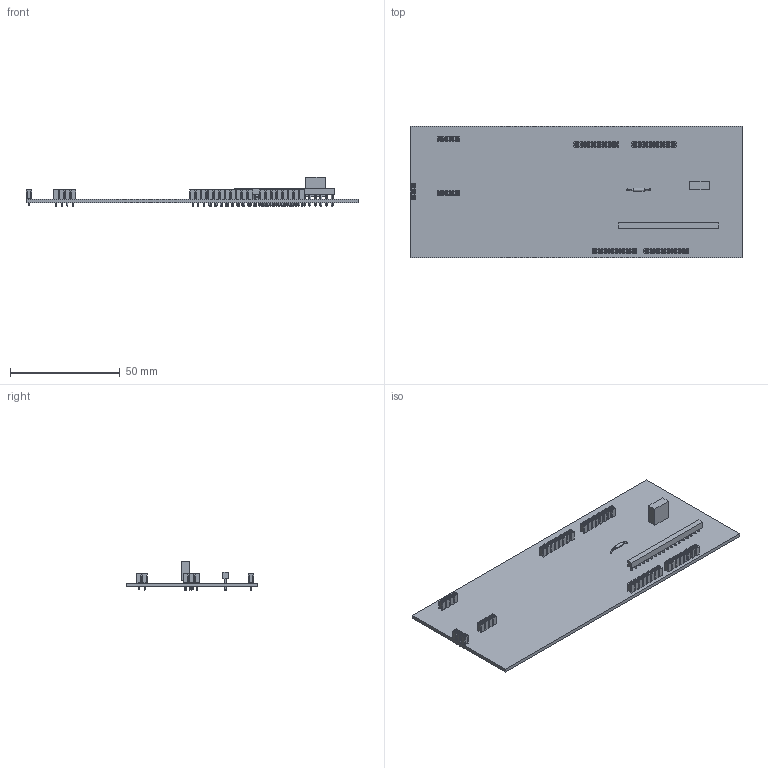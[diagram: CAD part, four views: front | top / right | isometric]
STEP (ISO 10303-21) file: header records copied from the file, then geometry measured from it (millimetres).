
FILE_DESCRIPTION(('PCB Model'),'2;1');
FILE_NAME('PCB_Camara.STEP','2025-01-15T07:25:58',('USUARIO'),('Unspecified'), 'Open CASCADE STEP processor 6.8','Proteus','Unknown');
FILE_SCHEMA(('CONFIG_CONTROL_DESIGN','SHAPE_APPEARANCE_LAYER_MIM'));
Length unit declared in the file: millimetre
Products named in the file (51): Open CASCADE STEP translator 6.8 1; Layer_1; LCD; Open CASCADE STEP translator 6.8 1.2.1; Body_1; Pin_1; Pin_2; Pin_3; Pin_4; Pin_5; Pin_6; Pin_7; Pin_8; Pin_9; Pin_10; Pin_11; Pin_12; Pin_13; Pin_14; Pin_15; Pin_16; Pin_17; Pin_18; R1; Open CASCADE STEP translator 6.8 1.3.1; RV1; Open CASCADE STEP translator 6.8 1.4.1; MEGA-SRC; Open CASCADE STEP translator 6.8 1.5.1; MEGA-INT-ANG; Open CASCADE STEP translator 6.8 1.6.1; MEGA-LCD; Open CASCADE STEP translator 6.8 1.7.1; MEGA-INT-SENSOR; Open CASCADE STEP translator 6.8 1.8.1; S-HUM; Open CASCADE STEP translator 6.8 1.9.1; S-CH4; Open CASCADE STEP translator 6.8 1.10.1; S-CO2 ...
Assembly tree (54 placements, depth 4):
  Open CASCADE STEP translator 6.8 1
    Layer_1
    LCD
      Open CASCADE STEP translator 6.8 1.2.1
        Body_1
        Pin_1
        Pin_2
        Pin_3
        Pin_4
        Pin_5
        Pin_6
        Pin_7
        Pin_8
        Pin_9
        Pin_10
        Pin_11
        Pin_12
        Pin_13
        Pin_14
        Pin_15
        Pin_16
        Pin_17
        Pin_18
    R1
      Open CASCADE STEP translator 6.8 1.3.1
        Body_1
        Pin_1
        Pin_2
    RV1
      Open CASCADE STEP translator 6.8 1.4.1
        Body_1
        Pin_1
        Pin_2
        Pin_3
    MEGA-SRC
      Open CASCADE STEP translator 6.8 1.5.1
        Body_1
    MEGA-INT-ANG
      Open CASCADE STEP translator 6.8 1.6.1
        Body_1
    MEGA-LCD
      Open CASCADE STEP translator 6.8 1.7.1
        Body_1
    MEGA-INT-SENSOR
      Open CASCADE STEP translator 6.8 1.8.1
        Body_1
    S-HUM
      Open CASCADE STEP translator 6.8 1.9.1
        Body_1
    S-CH4
      Open CASCADE STEP translator 6.8 1.10.1
        Body_1
    S-CO2
      Open CASCADE STEP translator 6.8 1.11.1
        Body_1
Bounding box: 151.16 x 60 x 13.46 mm (x, y, z)
Volume: 16187.9 mm3; surface area: 23117.3 mm2
Topology: 34 solids, 34 shells, 2257 faces, 5440 edges, 3159 vertices
Faces by surface type: cone 860, plane 636, cylinder 526, sphere 135, torus 90, bspline 8, extrusion 2
Entity records: 37039 total; most frequent: DIRECTION 5262, CARTESIAN_POINT 5179, ORIENTED_EDGE 4528, EDGE_CURVE 2264, AXIS2_PLACEMENT_3D 2116, VERTEX_POINT 1395, FACE_BOUND 1181, EDGE_LOOP 1181
